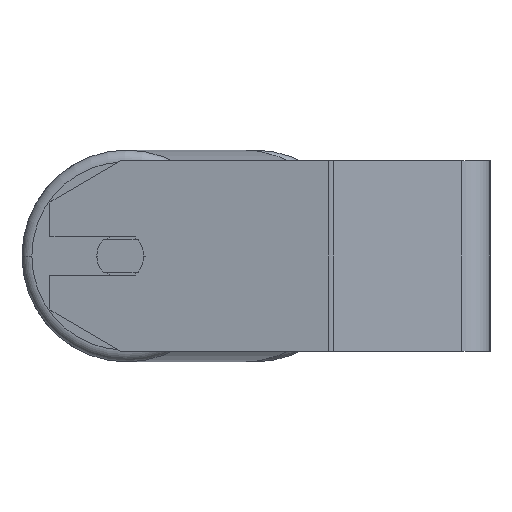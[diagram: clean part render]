
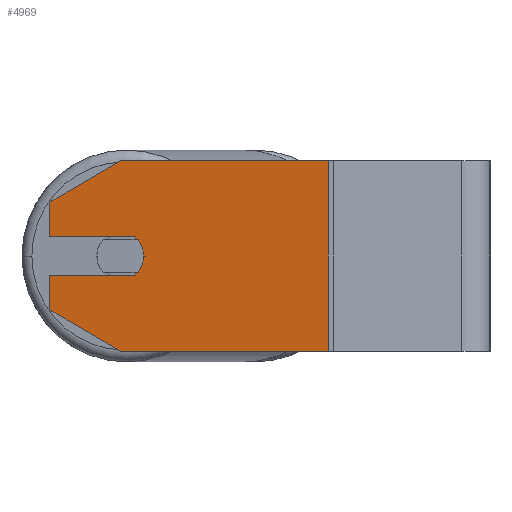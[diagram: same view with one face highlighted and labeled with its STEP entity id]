
A CAD part, left-side view. The second image highlights one B-rep face of the part: STEP entity #4969.
In plain terms, the highlighted planar face has unit normal (-0.985, 0.174, 0).
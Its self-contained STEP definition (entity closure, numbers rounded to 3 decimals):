
#4 = DIRECTION ( 'NONE',  ( -0.985, 0.174, 0. ) ) ;
#205 = LINE ( 'NONE', #7550, #1501 ) ;
#269 = DIRECTION ( 'NONE',  ( -0.174, -0.985, 0. ) ) ;
#442 = DIRECTION ( 'NONE',  ( 0.174, 0.985, 0. ) ) ;
#553 = DIRECTION ( 'NONE',  ( 0.174, 0.985, 0. ) ) ;
#558 = VERTEX_POINT ( 'NONE', #8409 ) ;
#597 = EDGE_CURVE ( 'NONE', #3062, #5433, #5601, .T. ) ;
#656 = EDGE_LOOP ( 'NONE', ( #4488, #1026, #7856, #2775, #7649, #8114, #6371, #1281, #1679, #7038, #5959 ) ) ;
#679 = VERTEX_POINT ( 'NONE', #5267 ) ;
#759 = EDGE_CURVE ( 'NONE', #7832, #5643, #1293, .T. ) ;
#761 = CARTESIAN_POINT ( 'NONE',  ( -474.424, 155.255, 0. ) ) ;
#940 = CARTESIAN_POINT ( 'NONE',  ( -474.424, 155.255, 0. ) ) ;
#1026 = ORIENTED_EDGE ( 'NONE', *, *, #4492, .F. ) ;
#1085 = VECTOR ( 'NONE', #4703, 1000. ) ;
#1173 = DIRECTION ( 'NONE',  ( 0., 0., -1. ) ) ;
#1281 = ORIENTED_EDGE ( 'NONE', *, *, #6470, .T. ) ;
#1293 = LINE ( 'NONE', #4170, #1085 ) ;
#1411 = VERTEX_POINT ( 'NONE', #3316 ) ;
#1437 = CARTESIAN_POINT ( 'NONE',  ( -475.466, 149.346, 8. ) ) ;
#1501 = VECTOR ( 'NONE', #7593, 1000. ) ;
#1570 = DIRECTION ( 'NONE',  ( -0.174, -0.985, 0. ) ) ;
#1674 = EDGE_CURVE ( 'NONE', #3721, #5980, #7790, .T. ) ;
#1679 = ORIENTED_EDGE ( 'NONE', *, *, #7613, .T. ) ;
#1744 = DIRECTION ( 'NONE',  ( 0., 0., -1. ) ) ;
#1775 = PLANE ( 'NONE',  #7620 ) ;
#1890 = CARTESIAN_POINT ( 'NONE',  ( -475.466, 149.346, 8. ) ) ;
#1947 = CARTESIAN_POINT ( 'NONE',  ( -469.215, 184.799, -40. ) ) ;
#1992 = EDGE_CURVE ( 'NONE', #5980, #558, #205, .T. ) ;
#1997 = DIRECTION ( 'NONE',  ( -0.174, -0.985, 0. ) ) ;
#2490 = EDGE_CURVE ( 'NONE', #5643, #3660, #6697, .T. ) ;
#2701 = CIRCLE ( 'NONE', #8623, 10. ) ;
#2775 = ORIENTED_EDGE ( 'NONE', *, *, #1992, .T. ) ;
#2850 = CARTESIAN_POINT ( 'NONE',  ( -475.466, 149.346, -8. ) ) ;
#2943 = DIRECTION ( 'NONE',  ( -0.985, 0.174, 0. ) ) ;
#2968 = LINE ( 'NONE', #7682, #6788 ) ;
#2989 = CARTESIAN_POINT ( 'NONE',  ( -475.466, 149.346, -8. ) ) ;
#3062 = VERTEX_POINT ( 'NONE', #6156 ) ;
#3218 = VECTOR ( 'NONE', #1744, 1000. ) ;
#3316 = CARTESIAN_POINT ( 'NONE',  ( -469.215, 184.799, 22.679 ) ) ;
#3356 = LINE ( 'NONE', #1890, #7176 ) ;
#3660 = VERTEX_POINT ( 'NONE', #6443 ) ;
#3721 = VERTEX_POINT ( 'NONE', #6315 ) ;
#3883 = EDGE_CURVE ( 'NONE', #5433, #679, #3356, .T. ) ;
#4164 = LINE ( 'NONE', #1947, #5525 ) ;
#4170 = CARTESIAN_POINT ( 'NONE',  ( -469.215, 184.799, 40. ) ) ;
#4221 = DIRECTION ( 'NONE',  ( -0.174, -0.985, 0. ) ) ;
#4488 = ORIENTED_EDGE ( 'NONE', *, *, #7079, .F. ) ;
#4492 = EDGE_CURVE ( 'NONE', #3721, #5927, #6342, .T. ) ;
#4703 = DIRECTION ( 'NONE',  ( -0.174, -0.985, 0. ) ) ;
#4969 = ADVANCED_FACE ( 'NONE', ( #7245 ), #1775, .F. ) ;
#4987 = LINE ( 'NONE', #7683, #5380 ) ;
#5039 = CARTESIAN_POINT ( 'NONE',  ( -469.215, 184.799, 40. ) ) ;
#5267 = CARTESIAN_POINT ( 'NONE',  ( -469.215, 184.799, 8. ) ) ;
#5380 = VECTOR ( 'NONE', #7023, 1000. ) ;
#5433 = VERTEX_POINT ( 'NONE', #1437 ) ;
#5525 = VECTOR ( 'NONE', #1997, 1000. ) ;
#5601 = CIRCLE ( 'NONE', #8424, 10. ) ;
#5643 = VERTEX_POINT ( 'NONE', #8281 ) ;
#5927 = VERTEX_POINT ( 'NONE', #2850 ) ;
#5959 = ORIENTED_EDGE ( 'NONE', *, *, #597, .F. ) ;
#5980 = VERTEX_POINT ( 'NONE', #6898 ) ;
#6156 = CARTESIAN_POINT ( 'NONE',  ( -476.161, 145.406, 0. ) ) ;
#6246 = EDGE_CURVE ( 'NONE', #558, #3660, #4164, .T. ) ;
#6315 = CARTESIAN_POINT ( 'NONE',  ( -469.215, 184.799, -8. ) ) ;
#6342 = LINE ( 'NONE', #2989, #6493 ) ;
#6371 = ORIENTED_EDGE ( 'NONE', *, *, #759, .F. ) ;
#6443 = CARTESIAN_POINT ( 'NONE',  ( -489.818, 67.954, -40. ) ) ;
#6470 = EDGE_CURVE ( 'NONE', #7832, #1411, #2968, .T. ) ;
#6493 = VECTOR ( 'NONE', #269, 1000. ) ;
#6499 = CARTESIAN_POINT ( 'NONE',  ( -469.215, 184.799, 40. ) ) ;
#6579 = DIRECTION ( 'NONE',  ( 0.985, -0.174, 0. ) ) ;
#6596 = VECTOR ( 'NONE', #1173, 1000. ) ;
#6697 = LINE ( 'NONE', #7232, #6596 ) ;
#6788 = VECTOR ( 'NONE', #7022, 1000. ) ;
#6898 = CARTESIAN_POINT ( 'NONE',  ( -469.215, 184.799, -22.679 ) ) ;
#7022 = DIRECTION ( 'NONE',  ( 0.15, 0.853, -0.5 ) ) ;
#7023 = DIRECTION ( 'NONE',  ( 0., 0., -1. ) ) ;
#7038 = ORIENTED_EDGE ( 'NONE', *, *, #3883, .F. ) ;
#7079 = EDGE_CURVE ( 'NONE', #5927, #3062, #2701, .T. ) ;
#7176 = VECTOR ( 'NONE', #553, 1000. ) ;
#7232 = CARTESIAN_POINT ( 'NONE',  ( -489.818, 67.954, 40. ) ) ;
#7245 = FACE_OUTER_BOUND ( 'NONE', #656, .T. ) ;
#7320 = CARTESIAN_POINT ( 'NONE',  ( -474.424, 155.255, 40. ) ) ;
#7550 = CARTESIAN_POINT ( 'NONE',  ( -474.424, 155.255, -40. ) ) ;
#7593 = DIRECTION ( 'NONE',  ( -0.15, -0.853, -0.5 ) ) ;
#7613 = EDGE_CURVE ( 'NONE', #1411, #679, #4987, .T. ) ;
#7620 = AXIS2_PLACEMENT_3D ( 'NONE', #6499, #6579, #442 ) ;
#7649 = ORIENTED_EDGE ( 'NONE', *, *, #6246, .T. ) ;
#7682 = CARTESIAN_POINT ( 'NONE',  ( -469.215, 184.799, 22.679 ) ) ;
#7683 = CARTESIAN_POINT ( 'NONE',  ( -469.215, 184.799, 40. ) ) ;
#7790 = LINE ( 'NONE', #5039, #3218 ) ;
#7832 = VERTEX_POINT ( 'NONE', #7320 ) ;
#7856 = ORIENTED_EDGE ( 'NONE', *, *, #1674, .T. ) ;
#8114 = ORIENTED_EDGE ( 'NONE', *, *, #2490, .F. ) ;
#8281 = CARTESIAN_POINT ( 'NONE',  ( -489.818, 67.954, 40. ) ) ;
#8409 = CARTESIAN_POINT ( 'NONE',  ( -474.424, 155.255, -40. ) ) ;
#8424 = AXIS2_PLACEMENT_3D ( 'NONE', #940, #2943, #1570 ) ;
#8623 = AXIS2_PLACEMENT_3D ( 'NONE', #761, #4, #4221 ) ;
